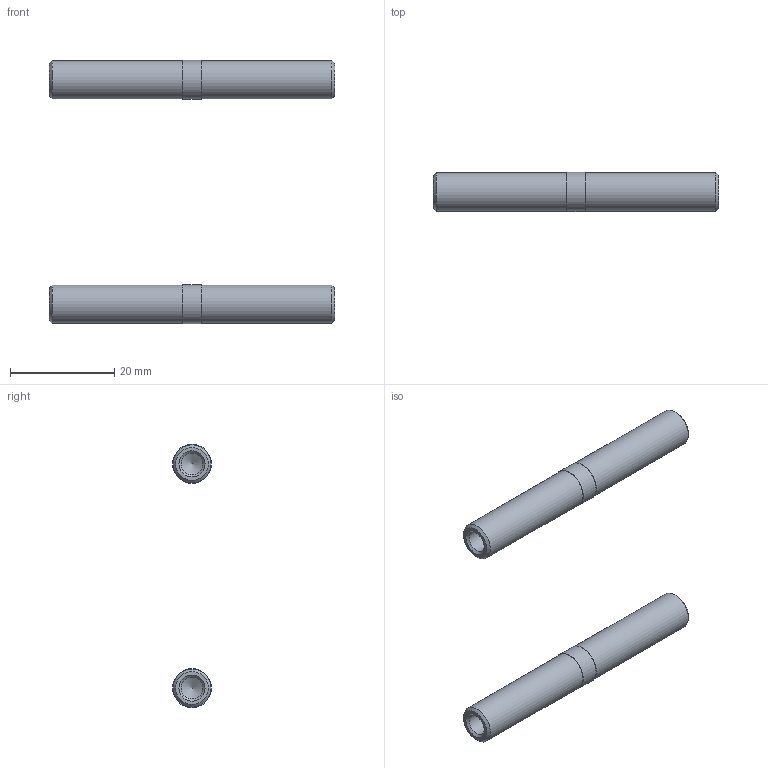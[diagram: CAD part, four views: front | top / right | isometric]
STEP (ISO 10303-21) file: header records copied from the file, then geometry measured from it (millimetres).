
FILE_DESCRIPTION(/* description */ ('STEP AP214'),/* implementation_level */ '2;1');
FILE_NAME(/* name */ '546489_LF_LOE-D-MIDI',/* time_stamp */ '2024-08-29T20:51:35+02:00',/* author */ ('License CC BY-ND 4.0'),/* organization */ ('CADENAS'),/* preprocessor_version */ 'ST-DEVELOPER v19.3',/* originating_system */ 'PARTsolutions',/* authorisation */ ' ');
FILE_SCHEMA (('AUTOMOTIVE_DESIGN {1 0 10303 214 3 1 1}'));
Length unit declared in the file: millimetre
Products named in the file (2): 546489 LF/LOE-D-MIDI; 369989 LF-D-MIDI
Assembly tree (2 placements, depth 2):
  546489 LF/LOE-D-MIDI
    369989 LF-D-MIDI  x2
Bounding box: 54.7 x 7.5 x 50.5 mm (x, y, z)
Volume: 3805.9 mm3; surface area: 3385.3 mm2
Topology: 2 solids, 2 shells, 30 faces, 56 edges, 34 vertices
Faces by surface type: cone 12, cylinder 10, plane 8
Full cylindrical faces by diameter (mm): 4.134 x4, 7.3 x4, 7.5 x2
Entity records: 359 total; most frequent: DIRECTION 64, CARTESIAN_POINT 48, AXIS2_PLACEMENT_3D 32, FACE_BOUND 30, ORIENTED_EDGE 28, EDGE_LOOP 28, VERTEX_POINT 16, ADVANCED_FACE 15
